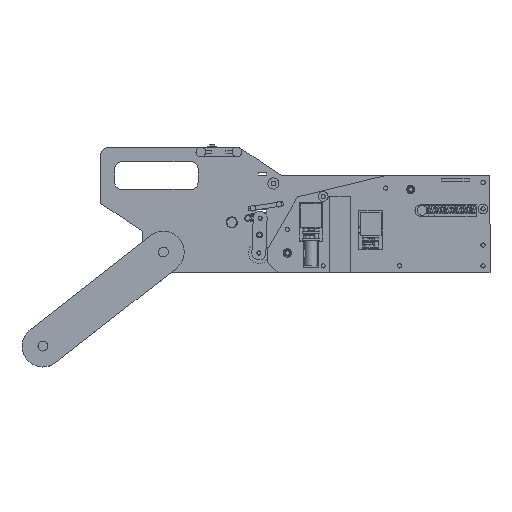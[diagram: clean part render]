
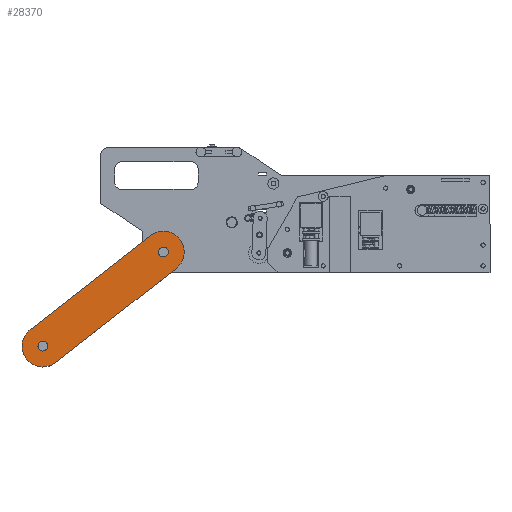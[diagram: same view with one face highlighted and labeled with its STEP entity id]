
A CAD part, top view. The second image highlights one B-rep face of the part: STEP entity #28370.
In plain terms, the highlighted planar face has unit normal (0, 0, 1).
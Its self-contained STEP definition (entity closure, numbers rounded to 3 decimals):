
#874 = VERTEX_POINT ( 'NONE', #11766 ) ;
#946 = CARTESIAN_POINT ( 'NONE',  ( -22.365, 29.764, 3. ) ) ;
#1140 = DIRECTION ( 'NONE',  ( 0., 0., 1. ) ) ;
#1143 = DIRECTION ( 'NONE',  ( 0., 0., 1. ) ) ;
#1876 = CARTESIAN_POINT ( 'NONE',  ( -132.365, 14.764, 3. ) ) ;
#2114 = EDGE_LOOP ( 'NONE', ( #35387, #24701 ) ) ;
#2668 = ORIENTED_EDGE ( 'NONE', *, *, #26679, .T. ) ;
#2806 = DIRECTION ( 'NONE',  ( 1., 0., 0. ) ) ;
#3444 = DIRECTION ( 'NONE',  ( 0., 0., 1. ) ) ;
#3808 = EDGE_LOOP ( 'NONE', ( #2668, #15476, #10941, #19930, #9107 ) ) ;
#3853 = DIRECTION ( 'NONE',  ( 1., 0., 0. ) ) ;
#3980 = VECTOR ( 'NONE', #33197, 1000. ) ;
#4230 = VERTEX_POINT ( 'NONE', #946 ) ;
#4265 = DIRECTION ( 'NONE',  ( 1., 0., 0. ) ) ;
#4453 = DIRECTION ( 'NONE',  ( 0., 0., 1. ) ) ;
#5046 = VERTEX_POINT ( 'NONE', #23997 ) ;
#5836 = AXIS2_PLACEMENT_3D ( 'NONE', #1876, #4453, #20090 ) ;
#6652 = CARTESIAN_POINT ( 'NONE',  ( -130.865, 14.764, 3. ) ) ;
#6833 = CARTESIAN_POINT ( 'NONE',  ( -22.365, -0.236, 3. ) ) ;
#8356 = VERTEX_POINT ( 'NONE', #21141 ) ;
#8708 = CARTESIAN_POINT ( 'NONE',  ( -132.365, 14.764, 3. ) ) ;
#9107 = ORIENTED_EDGE ( 'NONE', *, *, #36140, .T. ) ;
#9543 = DIRECTION ( 'NONE',  ( 0., 0., 1. ) ) ;
#10379 = CARTESIAN_POINT ( 'NONE',  ( -22.365, 14.764, 3. ) ) ;
#10701 = VECTOR ( 'NONE', #3853, 1000. ) ;
#10941 = ORIENTED_EDGE ( 'NONE', *, *, #35899, .T. ) ;
#11057 = EDGE_CURVE ( 'NONE', #5046, #27507, #29581, .T. ) ;
#11471 = AXIS2_PLACEMENT_3D ( 'NONE', #22074, #3444, #24688 ) ;
#11697 = DIRECTION ( 'NONE',  ( 1., 0., 0. ) ) ;
#11766 = CARTESIAN_POINT ( 'NONE',  ( -23.865, 14.764, 3. ) ) ;
#12443 = FACE_BOUND ( 'NONE', #31043, .T. ) ;
#12779 = DIRECTION ( 'NONE',  ( 1., 0., 0. ) ) ;
#14629 = EDGE_CURVE ( 'NONE', #27507, #5046, #20098, .T. ) ;
#14807 = CARTESIAN_POINT ( 'NONE',  ( -132.365, 29.764, 3. ) ) ;
#15476 = ORIENTED_EDGE ( 'NONE', *, *, #31764, .T. ) ;
#16358 = FACE_OUTER_BOUND ( 'NONE', #3808, .T. ) ;
#16463 = AXIS2_PLACEMENT_3D ( 'NONE', #22194, #9543, #12779 ) ;
#17105 = EDGE_CURVE ( 'NONE', #27791, #874, #21098, .T. ) ;
#17943 = AXIS2_PLACEMENT_3D ( 'NONE', #38408, #1140, #29160 ) ;
#18534 = CARTESIAN_POINT ( 'NONE',  ( -132.365, 14.764, 3. ) ) ;
#18651 = VERTEX_POINT ( 'NONE', #24140 ) ;
#18902 = EDGE_CURVE ( 'NONE', #18651, #4230, #33688, .T. ) ;
#18959 = LINE ( 'NONE', #6833, #10701 ) ;
#19224 = CARTESIAN_POINT ( 'NONE',  ( -132.365, 14.764, 3. ) ) ;
#19930 = ORIENTED_EDGE ( 'NONE', *, *, #18902, .T. ) ;
#20090 = DIRECTION ( 'NONE',  ( 1., 0., 0. ) ) ;
#20098 = CIRCLE ( 'NONE', #5836, 1.5 ) ;
#21098 = CIRCLE ( 'NONE', #33945, 1.5 ) ;
#21141 = CARTESIAN_POINT ( 'NONE',  ( -132.365, -0.236, 3. ) ) ;
#21780 = CIRCLE ( 'NONE', #17943, 1.5 ) ;
#22074 = CARTESIAN_POINT ( 'NONE',  ( -132.365, 14.764, 3. ) ) ;
#22194 = CARTESIAN_POINT ( 'NONE',  ( -22.365, 14.764, 3. ) ) ;
#22220 = DIRECTION ( 'NONE',  ( 1., 0., 0. ) ) ;
#22476 = VERTEX_POINT ( 'NONE', #33585 ) ;
#22805 = CIRCLE ( 'NONE', #39592, 15. ) ;
#23125 = CARTESIAN_POINT ( 'NONE',  ( -20.865, 14.764, 3. ) ) ;
#23709 = FACE_BOUND ( 'NONE', #2114, .T. ) ;
#23997 = CARTESIAN_POINT ( 'NONE',  ( -133.865, 14.764, 3. ) ) ;
#24006 = CIRCLE ( 'NONE', #34216, 15. ) ;
#24140 = CARTESIAN_POINT ( 'NONE',  ( -22.365, -0.236, 3. ) ) ;
#24688 = DIRECTION ( 'NONE',  ( 1., 0., 0. ) ) ;
#24701 = ORIENTED_EDGE ( 'NONE', *, *, #14629, .F. ) ;
#25085 = PLANE ( 'NONE',  #11471 ) ;
#25223 = CARTESIAN_POINT ( 'NONE',  ( -147.365, 14.764, 3. ) ) ;
#25644 = DIRECTION ( 'NONE',  ( 0., 0., 1. ) ) ;
#26679 = EDGE_CURVE ( 'NONE', #22476, #29556, #22805, .T. ) ;
#26888 = EDGE_CURVE ( 'NONE', #874, #27791, #21780, .T. ) ;
#27507 = VERTEX_POINT ( 'NONE', #6652 ) ;
#27729 = DIRECTION ( 'NONE',  ( 0., 0., 1. ) ) ;
#27791 = VERTEX_POINT ( 'NONE', #23125 ) ;
#27805 = DIRECTION ( 'NONE',  ( 0., 0., 1. ) ) ;
#28370 = ADVANCED_FACE ( 'NONE', ( #12443, #16358, #23709 ), #25085, .T. ) ;
#29160 = DIRECTION ( 'NONE',  ( 1., 0., 0. ) ) ;
#29556 = VERTEX_POINT ( 'NONE', #25223 ) ;
#29581 = CIRCLE ( 'NONE', #31813, 1.5 ) ;
#30064 = ORIENTED_EDGE ( 'NONE', *, *, #17105, .F. ) ;
#31043 = EDGE_LOOP ( 'NONE', ( #32449, #30064 ) ) ;
#31242 = LINE ( 'NONE', #14807, #3980 ) ;
#31764 = EDGE_CURVE ( 'NONE', #29556, #8356, #24006, .T. ) ;
#31813 = AXIS2_PLACEMENT_3D ( 'NONE', #18534, #27805, #2806 ) ;
#32449 = ORIENTED_EDGE ( 'NONE', *, *, #26888, .F. ) ;
#33197 = DIRECTION ( 'NONE',  ( -1., 0., 0. ) ) ;
#33585 = CARTESIAN_POINT ( 'NONE',  ( -132.365, 29.764, 3. ) ) ;
#33688 = CIRCLE ( 'NONE', #16463, 15. ) ;
#33945 = AXIS2_PLACEMENT_3D ( 'NONE', #10379, #1143, #4265 ) ;
#34216 = AXIS2_PLACEMENT_3D ( 'NONE', #8708, #27729, #11697 ) ;
#35387 = ORIENTED_EDGE ( 'NONE', *, *, #11057, .F. ) ;
#35899 = EDGE_CURVE ( 'NONE', #8356, #18651, #18959, .T. ) ;
#36140 = EDGE_CURVE ( 'NONE', #4230, #22476, #31242, .T. ) ;
#38408 = CARTESIAN_POINT ( 'NONE',  ( -22.365, 14.764, 3. ) ) ;
#39592 = AXIS2_PLACEMENT_3D ( 'NONE', #19224, #25644, #22220 ) ;
